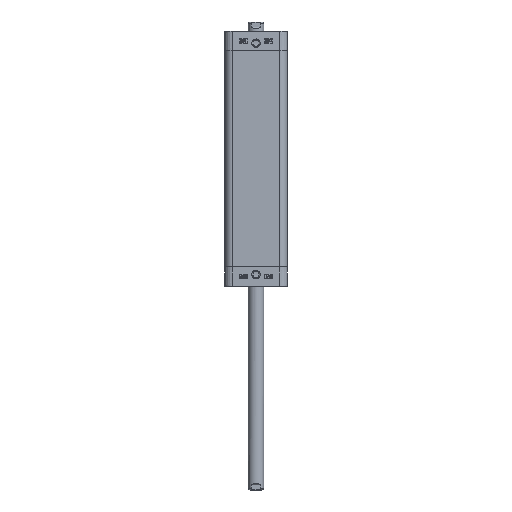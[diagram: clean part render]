
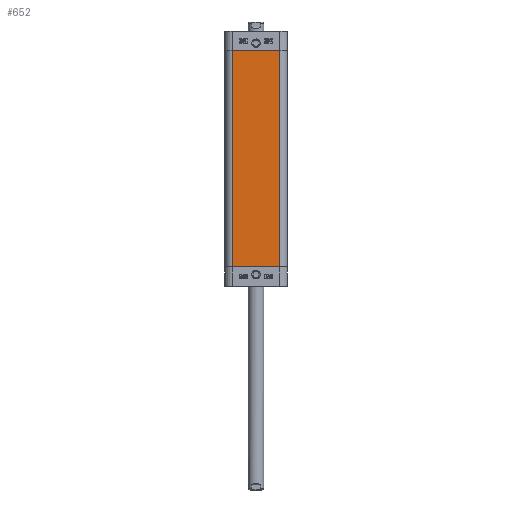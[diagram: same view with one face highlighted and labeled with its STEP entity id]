
A CAD part, left-side view. The second image highlights one B-rep face of the part: STEP entity #652.
In plain terms, the highlighted planar face has unit normal (-1, 0, 0).
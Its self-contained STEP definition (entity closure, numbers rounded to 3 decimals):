
#150=CARTESIAN_POINT('',(-20.,-69.5,15.0));
#151=VERTEX_POINT('',#150);
#159=CARTESIAN_POINT('',(-20.,-69.5,-15.0));
#160=VERTEX_POINT('',#159);
#161=CARTESIAN_POINT('',(-20.,-69.5,-15.0));
#162=DIRECTION('',(0.0,0.0,1.0));
#163=VECTOR('',#162,30.0);
#164=LINE('',#161,#163);
#165=EDGE_CURVE('',#160,#151,#164,.T.);
#622=CARTESIAN_POINT('',(-20.,0.0,15.0));
#623=DIRECTION('',(-1.0,0.0,0.0));
#624=DIRECTION('',(0.0,0.0,1.0));
#625=AXIS2_PLACEMENT_3D('',#622,#623,#624);
#626=PLANE('',#625);
#627=CARTESIAN_POINT('',(-20.,69.5,15.0));
#628=VERTEX_POINT('',#627);
#629=CARTESIAN_POINT('',(-20.,69.5,-15.0));
#630=VERTEX_POINT('',#629);
#631=CARTESIAN_POINT('',(-20.,69.5,15.0));
#632=DIRECTION('',(0.0,0.0,-1.0));
#633=VECTOR('',#632,30.0);
#634=LINE('',#631,#633);
#635=EDGE_CURVE('',#628,#630,#634,.T.);
#636=ORIENTED_EDGE('',*,*,#635,.T.);
#637=CARTESIAN_POINT('',(-20.,69.5,-15.0));
#638=DIRECTION('',(0.0,-1.0,0.0));
#639=VECTOR('',#638,139.0);
#640=LINE('',#637,#639);
#641=EDGE_CURVE('',#630,#160,#640,.T.);
#642=ORIENTED_EDGE('',*,*,#641,.T.);
#643=ORIENTED_EDGE('',*,*,#165,.T.);
#644=CARTESIAN_POINT('',(-20.,69.5,15.0));
#645=DIRECTION('',(0.0,-1.0,0.0));
#646=VECTOR('',#645,139.0);
#647=LINE('',#644,#646);
#648=EDGE_CURVE('',#628,#151,#647,.T.);
#649=ORIENTED_EDGE('',*,*,#648,.F.);
#650=EDGE_LOOP('',(#636,#642,#643,#649));
#651=FACE_OUTER_BOUND('',#650,.T.);
#652=ADVANCED_FACE('',(#651),#626,.T.);
